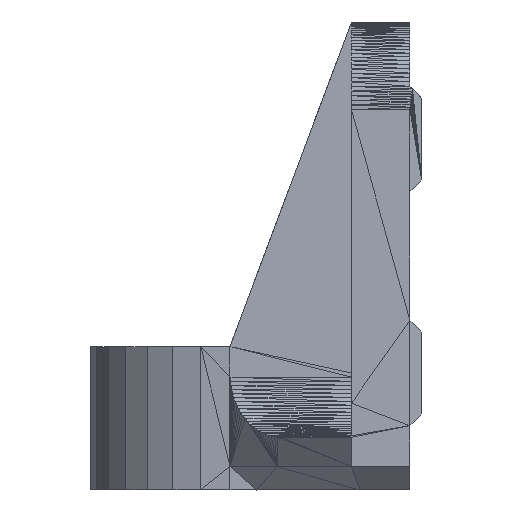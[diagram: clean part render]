
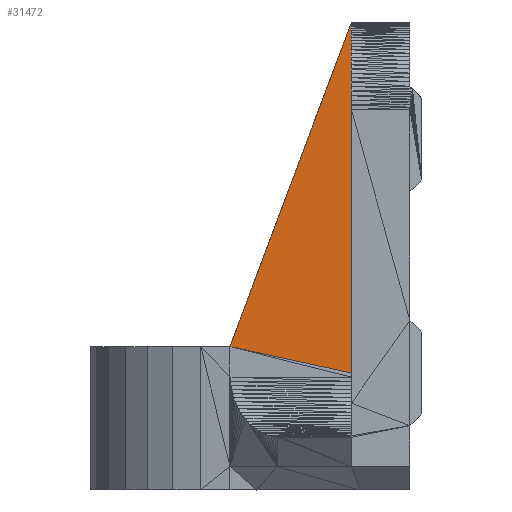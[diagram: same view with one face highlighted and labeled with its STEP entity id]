
A CAD part, front view. The second image highlights one B-rep face of the part: STEP entity #31472.
In plain terms, the highlighted planar face has unit normal (0, -1, 0).
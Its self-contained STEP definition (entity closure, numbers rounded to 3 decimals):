
#96=FACE_OUTER_BOUND('',#2237,.T.);
#2237=EDGE_LOOP('',(#20433,#20434,#20435));
#4398=LINE('',#44628,#8910);
#4491=LINE('',#44821,#9003);
#4492=LINE('',#44822,#9004);
#8910=VECTOR('',#35807,10.621);
#9003=VECTOR('',#35978,29.628);
#9004=VECTOR('',#35979,30.);
#13406=VERTEX_POINT('',#44623);
#13408=VERTEX_POINT('',#44626);
#13469=VERTEX_POINT('',#44820);
#15796=EDGE_CURVE('',#13406,#13408,#4398,.T.);
#15889=EDGE_CURVE('',#13406,#13469,#4491,.T.);
#15890=EDGE_CURVE('',#13469,#13408,#4492,.T.);
#20433=ORIENTED_EDGE('',*,*,#15889,.F.);
#20434=ORIENTED_EDGE('',*,*,#15796,.T.);
#20435=ORIENTED_EDGE('',*,*,#15890,.F.);
#29331=PLANE('',#33615);
#31472=ADVANCED_FACE('',(#96),#29331,.T.);
#33615=AXIS2_PLACEMENT_3D('',#44819,#35976,#35977);
#35807=DIRECTION('',(0.977,0.,-0.212));
#35976=DIRECTION('center_axis',(0.,-1.,0.));
#35977=DIRECTION('ref_axis',(0.,0.,-1.));
#35978=DIRECTION('',(0.35,0.,0.937));
#35979=DIRECTION('',(0.,0.,-1.));
#44623=CARTESIAN_POINT('',(11.934,13.,12.25));
#44626=CARTESIAN_POINT('',(22.314,13.,10.));
#44628=CARTESIAN_POINT('',(11.934,13.,12.25));
#44819=CARTESIAN_POINT('Origin',(22.314,13.,40.));
#44820=CARTESIAN_POINT('',(22.314,13.,40.));
#44821=CARTESIAN_POINT('',(11.934,13.,12.25));
#44822=CARTESIAN_POINT('',(22.314,13.,40.));
